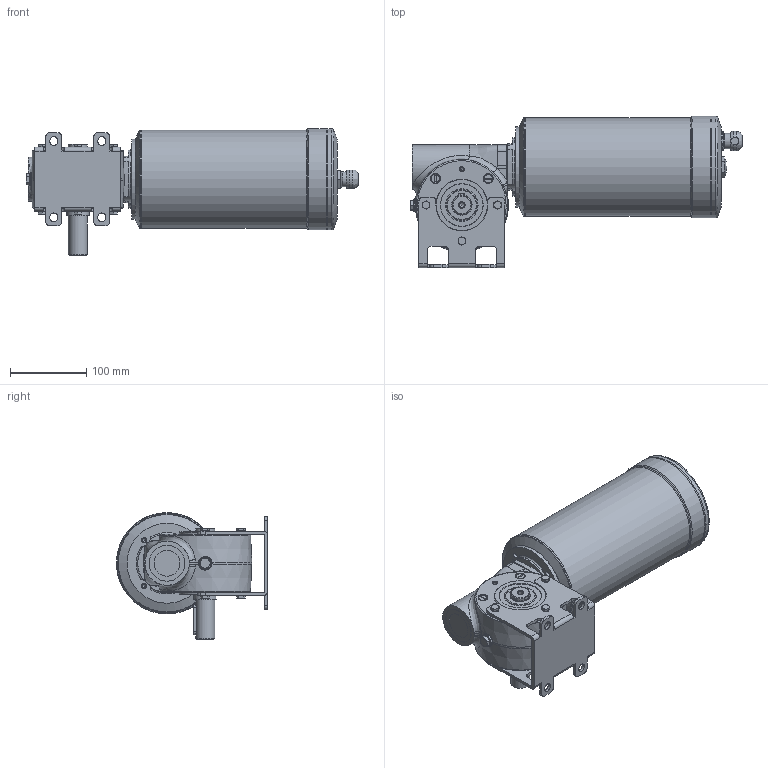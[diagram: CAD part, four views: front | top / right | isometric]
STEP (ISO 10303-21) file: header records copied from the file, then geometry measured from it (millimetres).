
FILE_DESCRIPTION( ( 'Unknown' ), '1' );
FILE_NAME( 'E32F4A18C62DB97E936993BF7DC48169.3d.stp', 'Unknown', ( 'Unknown' ), ( 'Unknown' ), 'PSStep 10.1', 'Unknown', ' ' );
FILE_SCHEMA( ( 'AUTOMOTIVE_DESIGN { 1 0 10303 214 1 1 1 1 }' ) );
Length unit declared in the file: millimetre
Products named in the file (1): N508800
Bounding box: 435.5 x 198.5 x 166.5 mm (x, y, z)
Volume: 4736368.4 mm3; surface area: 260819 mm2
Topology: 1 solids, 26 shells, 698 faces, 1688 edges, 1080 vertices
Faces by surface type: plane 298, cylinder 195, cone 132, torus 41, bspline 31, sphere 1
Full cylindrical faces by diameter (mm): 4.134 x1, 4.917 x30, 6 x10, 6.5 x10, 6.647 x2, 7 x5, 8.9 x6, 10 x4, 11 x4, 13.4 x1, 14 x1, 16.662 x1, 17 x1, 18 x1, 20 x1, 23.7 x1, 25 x3, 29.5 x1, 30 x1, 34 x1, 40 x1, 42.5 x2, 47 x1, 52 x1, 55 x1, 70 x2, 105 x1, 128.98 x1, 129 x2, 132.98 x2
Entity records: 27887 total; most frequent: CARTESIAN_POINT 7689, DIRECTION 3033, ORIENTED_EDGE 2720, EDGE_CURVE 1360, AXIS2_PLACEMENT_3D 1266, EDGE_LOOP 984, VERTEX_POINT 977, FACE_OUTER_BOUND 828
